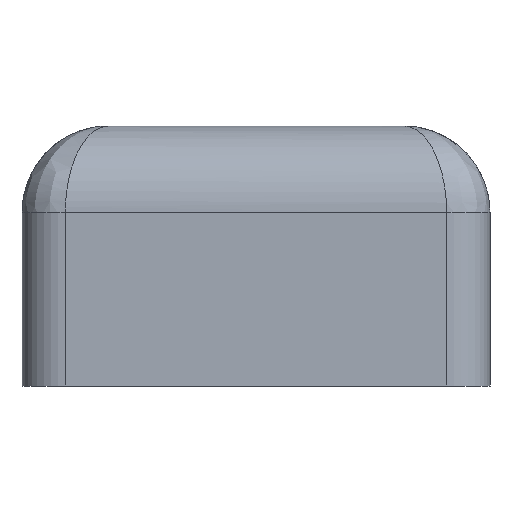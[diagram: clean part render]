
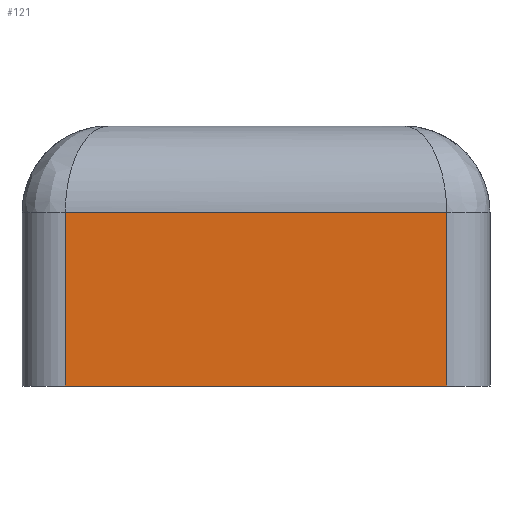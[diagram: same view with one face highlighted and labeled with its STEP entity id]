
A CAD part, left-side view. The second image highlights one B-rep face of the part: STEP entity #121.
In plain terms, the highlighted planar face has unit normal (-1, 0, 0).
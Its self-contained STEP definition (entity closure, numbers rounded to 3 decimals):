
#69=PLANE('',#1397);
#121=ADVANCED_FACE('',(#246),#69,.F.);
#246=FACE_OUTER_BOUND('',#323,.T.);
#323=EDGE_LOOP('',(#755,#756,#757,#758));
#461=LINE('',#2388,#549);
#476=LINE('',#2535,#564);
#477=LINE('',#2537,#565);
#478=LINE('',#2539,#566);
#549=VECTOR('',#1656,1.);
#564=VECTOR('',#1695,1.);
#565=VECTOR('',#1696,1.);
#566=VECTOR('',#1697,1.);
#755=ORIENTED_EDGE('',*,*,#1183,.T.);
#756=ORIENTED_EDGE('',*,*,#1208,.T.);
#757=ORIENTED_EDGE('',*,*,#1209,.T.);
#758=ORIENTED_EDGE('',*,*,#1210,.T.);
#1041=VERTEX_POINT('',#2387);
#1042=VERTEX_POINT('',#2389);
#1056=VERTEX_POINT('',#2536);
#1057=VERTEX_POINT('',#2538);
#1183=EDGE_CURVE('',#1042,#1041,#461,.T.);
#1208=EDGE_CURVE('',#1041,#1056,#476,.T.);
#1209=EDGE_CURVE('',#1056,#1057,#477,.T.);
#1210=EDGE_CURVE('',#1057,#1042,#478,.T.);
#1397=AXIS2_PLACEMENT_3D('',#2540,#1698,#1699);
#1656=DIRECTION('',(0.,1.,0.));
#1695=DIRECTION('',(0.,0.,-1.));
#1696=DIRECTION('',(0.,-1.,0.));
#1697=DIRECTION('',(0.,0.,1.));
#1698=DIRECTION('',(1.,0.,0.));
#1699=DIRECTION('',(0.,0.,1.));
#2387=CARTESIAN_POINT('',(-73.624,30.429,20.));
#2388=CARTESIAN_POINT('',(-73.624,35.429,20.));
#2389=CARTESIAN_POINT('',(-73.624,-13.571,20.));
#2535=CARTESIAN_POINT('',(-73.624,30.429,30.));
#2536=CARTESIAN_POINT('',(-73.624,30.429,0.));
#2537=CARTESIAN_POINT('',(-73.624,35.429,0.));
#2538=CARTESIAN_POINT('',(-73.624,-13.571,0.));
#2539=CARTESIAN_POINT('',(-73.624,-13.571,30.));
#2540=CARTESIAN_POINT('',(-73.624,35.429,30.));
